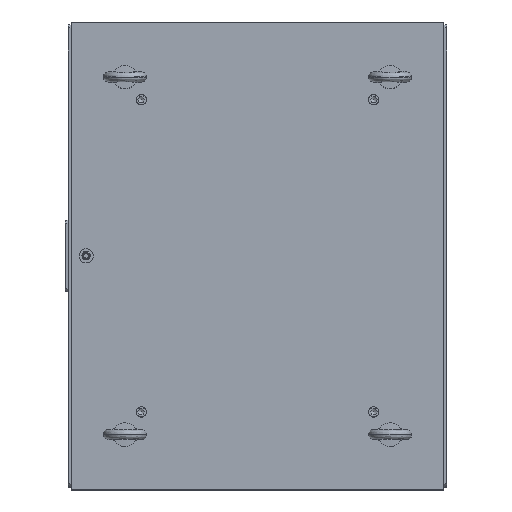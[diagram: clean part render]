
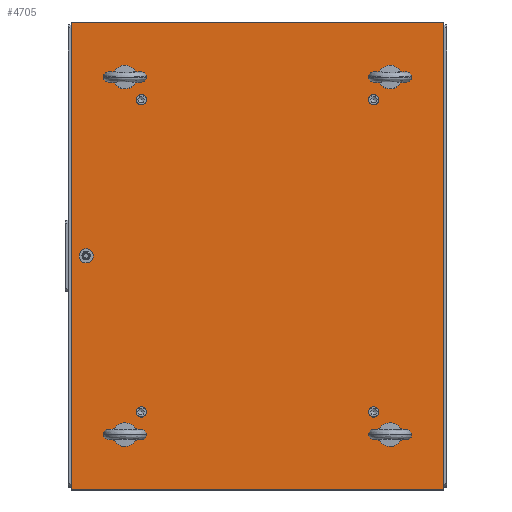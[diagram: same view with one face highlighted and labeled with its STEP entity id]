
A CAD part, top view. The second image highlights one B-rep face of the part: STEP entity #4705.
In plain terms, the highlighted planar face has unit normal (0, 0, 1).
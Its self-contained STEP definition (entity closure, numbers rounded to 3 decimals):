
#232=LINE('',#7028,#549);
#236=LINE('',#7036,#553);
#239=LINE('',#7042,#556);
#242=LINE('',#7047,#559);
#549=VECTOR('',#5632,10.);
#553=VECTOR('',#5638,10.);
#556=VECTOR('',#5643,10.);
#559=VECTOR('',#5648,10.);
#926=FACE_BOUND('',#1269,.T.);
#927=FACE_BOUND('',#1270,.T.);
#928=FACE_BOUND('',#1271,.T.);
#929=FACE_BOUND('',#1272,.T.);
#930=FACE_BOUND('',#1273,.T.);
#931=FACE_BOUND('',#1274,.T.);
#932=FACE_BOUND('',#1275,.T.);
#933=FACE_BOUND('',#1276,.T.);
#934=FACE_BOUND('',#1277,.T.);
#995=FACE_OUTER_BOUND('',#1268,.T.);
#1268=EDGE_LOOP('',(#2973,#2974,#2975,#2976));
#1269=EDGE_LOOP('',(#2977,#2978));
#1270=EDGE_LOOP('',(#2979,#2980));
#1271=EDGE_LOOP('',(#2981,#2982));
#1272=EDGE_LOOP('',(#2983,#2984));
#1273=EDGE_LOOP('',(#2985,#2986));
#1274=EDGE_LOOP('',(#2987,#2988));
#1275=EDGE_LOOP('',(#2989,#2990));
#1276=EDGE_LOOP('',(#2991,#2992));
#1277=EDGE_LOOP('',(#2993,#2994));
#1582=CIRCLE('',#4997,12.);
#1583=CIRCLE('',#4998,12.);
#1585=CIRCLE('',#5002,8.647);
#1586=CIRCLE('',#5003,8.647);
#1588=CIRCLE('',#5006,8.647);
#1589=CIRCLE('',#5007,8.647);
#1591=CIRCLE('',#5010,8.647);
#1592=CIRCLE('',#5011,8.647);
#1594=CIRCLE('',#5014,8.647);
#1595=CIRCLE('',#5015,8.647);
#1597=CIRCLE('',#5018,8.647);
#1598=CIRCLE('',#5019,8.647);
#1600=CIRCLE('',#5022,8.647);
#1601=CIRCLE('',#5023,8.647);
#1603=CIRCLE('',#5026,8.647);
#1604=CIRCLE('',#5027,8.647);
#1606=CIRCLE('',#5030,8.647);
#1607=CIRCLE('',#5031,8.647);
#1798=VERTEX_POINT('',#6952);
#1799=VERTEX_POINT('',#6953);
#1801=VERTEX_POINT('',#6962);
#1802=VERTEX_POINT('',#6963);
#1804=VERTEX_POINT('',#6970);
#1805=VERTEX_POINT('',#6971);
#1807=VERTEX_POINT('',#6978);
#1808=VERTEX_POINT('',#6979);
#1810=VERTEX_POINT('',#6986);
#1811=VERTEX_POINT('',#6987);
#1813=VERTEX_POINT('',#6994);
#1814=VERTEX_POINT('',#6995);
#1816=VERTEX_POINT('',#7002);
#1817=VERTEX_POINT('',#7003);
#1819=VERTEX_POINT('',#7010);
#1820=VERTEX_POINT('',#7011);
#1822=VERTEX_POINT('',#7018);
#1823=VERTEX_POINT('',#7019);
#1825=VERTEX_POINT('',#7026);
#1826=VERTEX_POINT('',#7027);
#1829=VERTEX_POINT('',#7035);
#1831=VERTEX_POINT('',#7041);
#2234=EDGE_CURVE('',#1798,#1799,#1582,.T.);
#2235=EDGE_CURVE('',#1799,#1798,#1583,.T.);
#2239=EDGE_CURVE('',#1801,#1802,#1585,.T.);
#2240=EDGE_CURVE('',#1802,#1801,#1586,.T.);
#2243=EDGE_CURVE('',#1804,#1805,#1588,.T.);
#2244=EDGE_CURVE('',#1805,#1804,#1589,.T.);
#2247=EDGE_CURVE('',#1807,#1808,#1591,.T.);
#2248=EDGE_CURVE('',#1808,#1807,#1592,.T.);
#2251=EDGE_CURVE('',#1810,#1811,#1594,.T.);
#2252=EDGE_CURVE('',#1811,#1810,#1595,.T.);
#2255=EDGE_CURVE('',#1813,#1814,#1597,.T.);
#2256=EDGE_CURVE('',#1814,#1813,#1598,.T.);
#2259=EDGE_CURVE('',#1816,#1817,#1600,.T.);
#2260=EDGE_CURVE('',#1817,#1816,#1601,.T.);
#2263=EDGE_CURVE('',#1819,#1820,#1603,.T.);
#2264=EDGE_CURVE('',#1820,#1819,#1604,.T.);
#2267=EDGE_CURVE('',#1822,#1823,#1606,.T.);
#2268=EDGE_CURVE('',#1823,#1822,#1607,.T.);
#2271=EDGE_CURVE('',#1825,#1826,#232,.T.);
#2275=EDGE_CURVE('',#1826,#1829,#236,.T.);
#2278=EDGE_CURVE('',#1829,#1831,#239,.T.);
#2281=EDGE_CURVE('',#1831,#1825,#242,.T.);
#2973=ORIENTED_EDGE('',*,*,#2271,.F.);
#2974=ORIENTED_EDGE('',*,*,#2281,.F.);
#2975=ORIENTED_EDGE('',*,*,#2278,.F.);
#2976=ORIENTED_EDGE('',*,*,#2275,.F.);
#2977=ORIENTED_EDGE('',*,*,#2234,.T.);
#2978=ORIENTED_EDGE('',*,*,#2235,.T.);
#2979=ORIENTED_EDGE('',*,*,#2239,.T.);
#2980=ORIENTED_EDGE('',*,*,#2240,.T.);
#2981=ORIENTED_EDGE('',*,*,#2243,.T.);
#2982=ORIENTED_EDGE('',*,*,#2244,.T.);
#2983=ORIENTED_EDGE('',*,*,#2247,.T.);
#2984=ORIENTED_EDGE('',*,*,#2248,.T.);
#2985=ORIENTED_EDGE('',*,*,#2251,.T.);
#2986=ORIENTED_EDGE('',*,*,#2252,.T.);
#2987=ORIENTED_EDGE('',*,*,#2255,.T.);
#2988=ORIENTED_EDGE('',*,*,#2256,.T.);
#2989=ORIENTED_EDGE('',*,*,#2259,.T.);
#2990=ORIENTED_EDGE('',*,*,#2260,.T.);
#2991=ORIENTED_EDGE('',*,*,#2263,.T.);
#2992=ORIENTED_EDGE('',*,*,#2264,.T.);
#2993=ORIENTED_EDGE('',*,*,#2267,.T.);
#2994=ORIENTED_EDGE('',*,*,#2268,.T.);
#4255=PLANE('',#5037);
#4705=ADVANCED_FACE('',(#995,#926,#927,#928,#929,#930,#931,#932,#933,#934),
#4255,.T.);
#4997=AXIS2_PLACEMENT_3D('',#6954,#5548,#5549);
#4998=AXIS2_PLACEMENT_3D('',#6955,#5550,#5551);
#5002=AXIS2_PLACEMENT_3D('',#6964,#5560,#5561);
#5003=AXIS2_PLACEMENT_3D('',#6965,#5562,#5563);
#5006=AXIS2_PLACEMENT_3D('',#6972,#5569,#5570);
#5007=AXIS2_PLACEMENT_3D('',#6973,#5571,#5572);
#5010=AXIS2_PLACEMENT_3D('',#6980,#5578,#5579);
#5011=AXIS2_PLACEMENT_3D('',#6981,#5580,#5581);
#5014=AXIS2_PLACEMENT_3D('',#6988,#5587,#5588);
#5015=AXIS2_PLACEMENT_3D('',#6989,#5589,#5590);
#5018=AXIS2_PLACEMENT_3D('',#6996,#5596,#5597);
#5019=AXIS2_PLACEMENT_3D('',#6997,#5598,#5599);
#5022=AXIS2_PLACEMENT_3D('',#7004,#5605,#5606);
#5023=AXIS2_PLACEMENT_3D('',#7005,#5607,#5608);
#5026=AXIS2_PLACEMENT_3D('',#7012,#5614,#5615);
#5027=AXIS2_PLACEMENT_3D('',#7013,#5616,#5617);
#5030=AXIS2_PLACEMENT_3D('',#7020,#5623,#5624);
#5031=AXIS2_PLACEMENT_3D('',#7021,#5625,#5626);
#5037=AXIS2_PLACEMENT_3D('',#7049,#5650,#5651);
#5548=DIRECTION('center_axis',(0.,0.,-1.));
#5549=DIRECTION('ref_axis',(1.,0.,0.));
#5550=DIRECTION('center_axis',(0.,0.,-1.));
#5551=DIRECTION('ref_axis',(1.,0.,0.));
#5560=DIRECTION('center_axis',(0.,0.,-1.));
#5561=DIRECTION('ref_axis',(1.,0.,0.));
#5562=DIRECTION('center_axis',(0.,0.,-1.));
#5563=DIRECTION('ref_axis',(1.,0.,0.));
#5569=DIRECTION('center_axis',(0.,0.,-1.));
#5570=DIRECTION('ref_axis',(1.,0.,0.));
#5571=DIRECTION('center_axis',(0.,0.,-1.));
#5572=DIRECTION('ref_axis',(1.,0.,0.));
#5578=DIRECTION('center_axis',(0.,0.,-1.));
#5579=DIRECTION('ref_axis',(1.,0.,0.));
#5580=DIRECTION('center_axis',(0.,0.,-1.));
#5581=DIRECTION('ref_axis',(1.,0.,0.));
#5587=DIRECTION('center_axis',(0.,0.,-1.));
#5588=DIRECTION('ref_axis',(1.,0.,0.));
#5589=DIRECTION('center_axis',(0.,0.,-1.));
#5590=DIRECTION('ref_axis',(1.,0.,0.));
#5596=DIRECTION('center_axis',(0.,0.,-1.));
#5597=DIRECTION('ref_axis',(1.,0.,0.));
#5598=DIRECTION('center_axis',(0.,0.,-1.));
#5599=DIRECTION('ref_axis',(1.,0.,0.));
#5605=DIRECTION('center_axis',(0.,0.,-1.));
#5606=DIRECTION('ref_axis',(1.,0.,0.));
#5607=DIRECTION('center_axis',(0.,0.,-1.));
#5608=DIRECTION('ref_axis',(1.,0.,0.));
#5614=DIRECTION('center_axis',(0.,0.,-1.));
#5615=DIRECTION('ref_axis',(1.,0.,0.));
#5616=DIRECTION('center_axis',(0.,0.,-1.));
#5617=DIRECTION('ref_axis',(1.,0.,0.));
#5623=DIRECTION('center_axis',(0.,0.,-1.));
#5624=DIRECTION('ref_axis',(1.,0.,0.));
#5625=DIRECTION('center_axis',(0.,0.,-1.));
#5626=DIRECTION('ref_axis',(1.,0.,0.));
#5632=DIRECTION('',(0.,-1.,0.));
#5638=DIRECTION('',(-1.,0.,0.));
#5643=DIRECTION('',(0.,1.,0.));
#5648=DIRECTION('',(1.,0.,0.));
#5650=DIRECTION('center_axis',(0.,0.,1.));
#5651=DIRECTION('ref_axis',(1.,0.,0.));
#6952=CARTESIAN_POINT('',(-275.5,0.,25.));
#6953=CARTESIAN_POINT('',(-299.5,0.,25.));
#6954=CARTESIAN_POINT('Origin',(-287.5,0.,25.));
#6955=CARTESIAN_POINT('Origin',(-287.5,0.,25.));
#6962=CARTESIAN_POINT('',(-186.353,-262.,25.));
#6963=CARTESIAN_POINT('',(-203.647,-262.,25.));
#6964=CARTESIAN_POINT('Origin',(-195.,-262.,25.));
#6965=CARTESIAN_POINT('Origin',(-195.,-262.,25.));
#6970=CARTESIAN_POINT('',(203.647,-262.,25.));
#6971=CARTESIAN_POINT('',(186.353,-262.,25.));
#6972=CARTESIAN_POINT('Origin',(195.,-262.,25.));
#6973=CARTESIAN_POINT('Origin',(195.,-262.,25.));
#6978=CARTESIAN_POINT('',(203.647,262.,25.));
#6979=CARTESIAN_POINT('',(186.353,262.,25.));
#6980=CARTESIAN_POINT('Origin',(195.,262.,25.));
#6981=CARTESIAN_POINT('Origin',(195.,262.,25.));
#6986=CARTESIAN_POINT('',(-186.353,262.,25.));
#6987=CARTESIAN_POINT('',(-203.647,262.,25.));
#6988=CARTESIAN_POINT('Origin',(-195.,262.,25.));
#6989=CARTESIAN_POINT('Origin',(-195.,262.,25.));
#6994=CARTESIAN_POINT('',(-213.853,-300.,25.));
#6995=CARTESIAN_POINT('',(-231.147,-300.,25.));
#6996=CARTESIAN_POINT('Origin',(-222.5,-300.,25.));
#6997=CARTESIAN_POINT('Origin',(-222.5,-300.,25.));
#7002=CARTESIAN_POINT('',(231.147,-300.,25.));
#7003=CARTESIAN_POINT('',(213.853,-300.,25.));
#7004=CARTESIAN_POINT('Origin',(222.5,-300.,25.));
#7005=CARTESIAN_POINT('Origin',(222.5,-300.,25.));
#7010=CARTESIAN_POINT('',(231.147,300.,25.));
#7011=CARTESIAN_POINT('',(213.853,300.,25.));
#7012=CARTESIAN_POINT('Origin',(222.5,300.,25.));
#7013=CARTESIAN_POINT('Origin',(222.5,300.,25.));
#7018=CARTESIAN_POINT('',(-213.853,300.,25.));
#7019=CARTESIAN_POINT('',(-231.147,300.,25.));
#7020=CARTESIAN_POINT('Origin',(-222.5,300.,25.));
#7021=CARTESIAN_POINT('Origin',(-222.5,300.,25.));
#7026=CARTESIAN_POINT('',(312.5,392.5,25.));
#7027=CARTESIAN_POINT('',(312.5,-392.5,25.));
#7028=CARTESIAN_POINT('',(312.5,392.5,25.));
#7035=CARTESIAN_POINT('',(-312.5,-392.5,25.));
#7036=CARTESIAN_POINT('',(312.5,-392.5,25.));
#7041=CARTESIAN_POINT('',(-312.5,392.5,25.));
#7042=CARTESIAN_POINT('',(-312.5,-392.5,25.));
#7047=CARTESIAN_POINT('',(-312.5,392.5,25.));
#7049=CARTESIAN_POINT('Origin',(0.,0.,25.));
